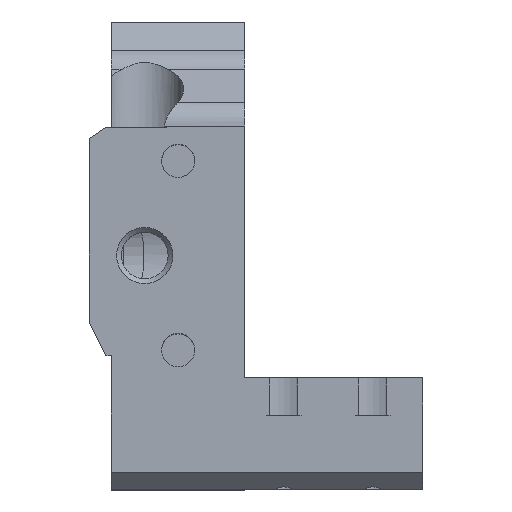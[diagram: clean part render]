
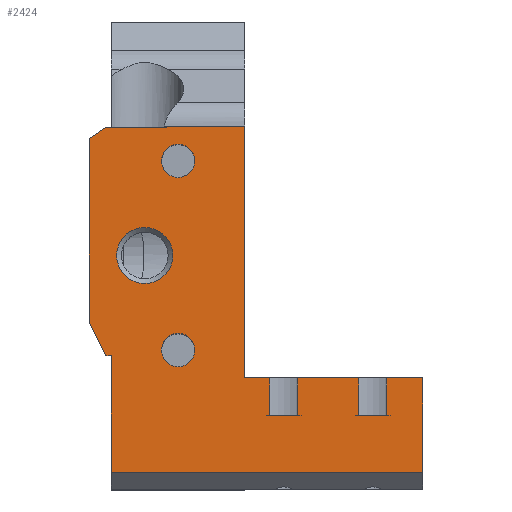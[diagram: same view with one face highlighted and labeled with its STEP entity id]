
A CAD part, top view. The second image highlights one B-rep face of the part: STEP entity #2424.
In plain terms, the highlighted face is planar.
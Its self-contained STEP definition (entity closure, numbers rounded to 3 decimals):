
#62=PLANE('',#2642);
#168=FACE_BOUND('',#440,.T.);
#169=FACE_BOUND('',#441,.T.);
#170=FACE_BOUND('',#442,.T.);
#281=FACE_OUTER_BOUND('',#439,.T.);
#439=EDGE_LOOP('',(#1949,#1950,#1951,#1952,#1953,#1954,#1955,#1956,#1957,
#1958,#1959,#1960,#1961,#1962,#1963,#1964,#1965,#1966,#1967,#1968));
#440=EDGE_LOOP('',(#1969));
#441=EDGE_LOOP('',(#1970));
#442=EDGE_LOOP('',(#1971));
#556=LINE('',#3459,#804);
#557=LINE('',#3462,#805);
#559=LINE('',#3478,#807);
#560=LINE('',#3481,#808);
#574=LINE('',#3671,#822);
#594=LINE('',#3895,#842);
#595=LINE('',#3897,#843);
#599=LINE('',#3904,#847);
#608=LINE('',#3926,#856);
#611=LINE('',#3934,#859);
#662=LINE('',#4046,#910);
#663=LINE('',#4047,#911);
#664=LINE('',#4048,#912);
#665=LINE('',#4050,#913);
#666=LINE('',#4052,#914);
#667=LINE('',#4054,#915);
#668=LINE('',#4056,#916);
#669=LINE('',#4057,#917);
#670=LINE('',#4059,#918);
#671=LINE('',#4060,#919);
#804=VECTOR('',#2777,1000.);
#805=VECTOR('',#2780,1000.);
#807=VECTOR('',#2796,1000.);
#808=VECTOR('',#2799,1000.);
#822=VECTOR('',#2879,1000.);
#842=VECTOR('',#2997,1000.);
#843=VECTOR('',#2998,1000.);
#847=VECTOR('',#3002,1000.);
#856=VECTOR('',#3017,1000.);
#859=VECTOR('',#3022,1000.);
#910=VECTOR('',#3087,1000.);
#911=VECTOR('',#3088,1000.);
#912=VECTOR('',#3089,1000.);
#913=VECTOR('',#3090,1000.);
#914=VECTOR('',#3091,1000.);
#915=VECTOR('',#3092,1000.);
#916=VECTOR('',#3093,1000.);
#917=VECTOR('',#3094,1000.);
#918=VECTOR('',#3095,1000.);
#919=VECTOR('',#3096,1000.);
#1077=CIRCLE('',#2587,2.525);
#1079=CIRCLE('',#2591,1.5);
#1081=CIRCLE('',#2594,1.5);
#1132=VERTEX_POINT('',#3455);
#1133=VERTEX_POINT('',#3456);
#1134=VERTEX_POINT('',#3458);
#1135=VERTEX_POINT('',#3460);
#1140=VERTEX_POINT('',#3474);
#1141=VERTEX_POINT('',#3475);
#1142=VERTEX_POINT('',#3477);
#1143=VERTEX_POINT('',#3479);
#1166=VERTEX_POINT('',#3667);
#1168=VERTEX_POINT('',#3670);
#1174=VERTEX_POINT('',#3706);
#1176=VERTEX_POINT('',#3714);
#1178=VERTEX_POINT('',#3720);
#1205=VERTEX_POINT('',#3896);
#1208=VERTEX_POINT('',#3902);
#1218=VERTEX_POINT('',#3924);
#1221=VERTEX_POINT('',#3931);
#1222=VERTEX_POINT('',#3933);
#1277=VERTEX_POINT('',#4049);
#1278=VERTEX_POINT('',#4051);
#1279=VERTEX_POINT('',#4053);
#1280=VERTEX_POINT('',#4055);
#1281=VERTEX_POINT('',#4058);
#1360=EDGE_CURVE('',#1132,#1134,#556,.T.);
#1362=EDGE_CURVE('',#1135,#1133,#557,.T.);
#1369=EDGE_CURVE('',#1140,#1142,#559,.T.);
#1371=EDGE_CURVE('',#1143,#1141,#560,.T.);
#1407=EDGE_CURVE('',#1166,#1168,#574,.T.);
#1415=EDGE_CURVE('',#1174,#1174,#1077,.T.);
#1418=EDGE_CURVE('',#1176,#1176,#1079,.T.);
#1421=EDGE_CURVE('',#1178,#1178,#1081,.T.);
#1463=EDGE_CURVE('',#1135,#1142,#594,.T.);
#1464=EDGE_CURVE('',#1205,#1134,#595,.T.);
#1468=EDGE_CURVE('',#1143,#1208,#599,.T.);
#1479=EDGE_CURVE('',#1218,#1208,#608,.T.);
#1482=EDGE_CURVE('',#1221,#1222,#611,.T.);
#1539=EDGE_CURVE('',#1133,#1132,#662,.T.);
#1540=EDGE_CURVE('',#1141,#1140,#663,.T.);
#1541=EDGE_CURVE('',#1218,#1168,#664,.T.);
#1542=EDGE_CURVE('',#1166,#1277,#665,.T.);
#1543=EDGE_CURVE('',#1277,#1278,#666,.T.);
#1544=EDGE_CURVE('',#1278,#1279,#667,.T.);
#1545=EDGE_CURVE('',#1279,#1280,#668,.T.);
#1546=EDGE_CURVE('',#1280,#1222,#669,.T.);
#1547=EDGE_CURVE('',#1221,#1281,#670,.T.);
#1548=EDGE_CURVE('',#1205,#1281,#671,.T.);
#1949=ORIENTED_EDGE('',*,*,#1360,.F.);
#1950=ORIENTED_EDGE('',*,*,#1539,.F.);
#1951=ORIENTED_EDGE('',*,*,#1362,.F.);
#1952=ORIENTED_EDGE('',*,*,#1463,.T.);
#1953=ORIENTED_EDGE('',*,*,#1369,.F.);
#1954=ORIENTED_EDGE('',*,*,#1540,.F.);
#1955=ORIENTED_EDGE('',*,*,#1371,.F.);
#1956=ORIENTED_EDGE('',*,*,#1468,.T.);
#1957=ORIENTED_EDGE('',*,*,#1479,.F.);
#1958=ORIENTED_EDGE('',*,*,#1541,.T.);
#1959=ORIENTED_EDGE('',*,*,#1407,.F.);
#1960=ORIENTED_EDGE('',*,*,#1542,.T.);
#1961=ORIENTED_EDGE('',*,*,#1543,.T.);
#1962=ORIENTED_EDGE('',*,*,#1544,.T.);
#1963=ORIENTED_EDGE('',*,*,#1545,.T.);
#1964=ORIENTED_EDGE('',*,*,#1546,.T.);
#1965=ORIENTED_EDGE('',*,*,#1482,.F.);
#1966=ORIENTED_EDGE('',*,*,#1547,.T.);
#1967=ORIENTED_EDGE('',*,*,#1548,.F.);
#1968=ORIENTED_EDGE('',*,*,#1464,.T.);
#1969=ORIENTED_EDGE('',*,*,#1415,.F.);
#1970=ORIENTED_EDGE('',*,*,#1418,.F.);
#1971=ORIENTED_EDGE('',*,*,#1421,.F.);
#2424=ADVANCED_FACE('',(#281,#168,#169,#170),#62,.T.);
#2587=AXIS2_PLACEMENT_3D('',#3708,#2890,#2891);
#2591=AXIS2_PLACEMENT_3D('',#3715,#2899,#2900);
#2594=AXIS2_PLACEMENT_3D('',#3721,#2906,#2907);
#2642=AXIS2_PLACEMENT_3D('',#4045,#3085,#3086);
#2777=DIRECTION('',(0.,0.,1.));
#2780=DIRECTION('',(0.,0.,-1.));
#2796=DIRECTION('',(0.,0.,1.));
#2799=DIRECTION('',(0.,0.,-1.));
#2879=DIRECTION('',(0.,0.,1.));
#2890=DIRECTION('center_axis',(-1.,0.,0.));
#2891=DIRECTION('ref_axis',(0.,0.,1.));
#2899=DIRECTION('center_axis',(-1.,0.,0.));
#2900=DIRECTION('ref_axis',(0.,0.,1.));
#2906=DIRECTION('center_axis',(-1.,0.,0.));
#2907=DIRECTION('ref_axis',(0.,0.,-1.));
#2997=DIRECTION('',(0.,1.,0.));
#2998=DIRECTION('',(0.,1.,0.));
#3002=DIRECTION('',(0.,1.,0.));
#3017=DIRECTION('',(0.,0.,-1.));
#3022=DIRECTION('',(0.,0.,1.));
#3085=DIRECTION('center_axis',(-1.,0.,0.));
#3086=DIRECTION('ref_axis',(0.,0.,1.));
#3087=DIRECTION('',(0.,-1.,0.));
#3088=DIRECTION('',(0.,-1.,0.));
#3089=DIRECTION('',(0.,1.,0.));
#3090=DIRECTION('',(0.,1.,0.));
#3091=DIRECTION('',(0.,0.832,-0.555));
#3092=DIRECTION('',(0.,0.,-1.));
#3093=DIRECTION('',(0.,-0.447,-0.894));
#3094=DIRECTION('',(0.,-1.,0.));
#3095=DIRECTION('',(0.,-1.,0.));
#3096=DIRECTION('',(0.,0.,-1.));
#3455=CARTESIAN_POINT('',(-28.,-12.75,-14.4));
#3456=CARTESIAN_POINT('',(-28.,-10.25,-14.4));
#3458=CARTESIAN_POINT('',(-28.,-12.75,-11.));
#3459=CARTESIAN_POINT('',(-28.,-12.75,-11.));
#3460=CARTESIAN_POINT('',(-28.,-10.25,-11.));
#3462=CARTESIAN_POINT('',(-28.,-10.25,-11.));
#3474=CARTESIAN_POINT('',(-28.,-4.75,-14.4));
#3475=CARTESIAN_POINT('',(-28.,-2.25,-14.4));
#3477=CARTESIAN_POINT('',(-28.,-4.75,-11.));
#3478=CARTESIAN_POINT('',(-28.,-4.75,-11.));
#3479=CARTESIAN_POINT('',(-28.,-2.25,-11.));
#3481=CARTESIAN_POINT('',(-28.,-2.25,-11.));
#3667=CARTESIAN_POINT('',(-28.,7.197,11.5));
#3670=CARTESIAN_POINT('',(-28.,7.197,11.635));
#3671=CARTESIAN_POINT('',(-28.,7.197,11.5));
#3706=CARTESIAN_POINT('',(-28.,9.,-2.525));
#3708=CARTESIAN_POINT('Origin',(-28.,9.,0.));
#3714=CARTESIAN_POINT('',(-28.,6.,10.));
#3715=CARTESIAN_POINT('Origin',(-28.,6.,8.5));
#3720=CARTESIAN_POINT('',(-28.,6.,-7.));
#3721=CARTESIAN_POINT('Origin',(-28.,6.,-8.5));
#3895=CARTESIAN_POINT('',(-28.,-16.,-11.));
#3896=CARTESIAN_POINT('',(-28.,-16.,-11.));
#3897=CARTESIAN_POINT('',(-28.,-16.,-11.));
#3902=CARTESIAN_POINT('',(-28.,0.,-11.));
#3904=CARTESIAN_POINT('',(-28.,-16.,-11.));
#3924=CARTESIAN_POINT('',(-28.,0.,11.635));
#3926=CARTESIAN_POINT('',(-28.,0.,13.));
#3931=CARTESIAN_POINT('',(-28.,12.,-19.5));
#3933=CARTESIAN_POINT('',(-28.,12.,-9.));
#3934=CARTESIAN_POINT('',(-28.,12.,13.));
#4045=CARTESIAN_POINT('Origin',(-28.,-39.131,13.));
#4046=CARTESIAN_POINT('',(-28.,-39.131,-14.4));
#4047=CARTESIAN_POINT('',(-28.,-39.131,-14.4));
#4048=CARTESIAN_POINT('',(-28.,-39.131,11.635));
#4049=CARTESIAN_POINT('',(-28.,12.5,11.5));
#4050=CARTESIAN_POINT('',(-28.,12.,11.5));
#4051=CARTESIAN_POINT('',(-28.,14.,10.5));
#4052=CARTESIAN_POINT('',(-28.,12.5,11.5));
#4053=CARTESIAN_POINT('',(-28.,14.,-6.));
#4054=CARTESIAN_POINT('',(-28.,14.,-6.));
#4055=CARTESIAN_POINT('',(-28.,12.5,-9.));
#4056=CARTESIAN_POINT('',(-28.,12.5,-9.));
#4057=CARTESIAN_POINT('',(-28.,12.,-9.));
#4058=CARTESIAN_POINT('',(-28.,-16.,-19.5));
#4059=CARTESIAN_POINT('',(-28.,-16.,-19.5));
#4060=CARTESIAN_POINT('',(-28.,-16.,-11.));
